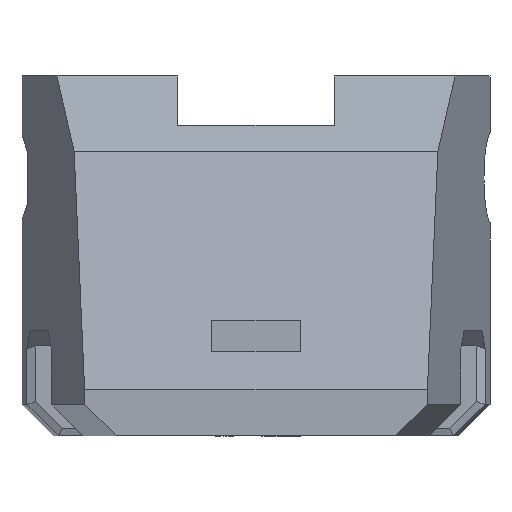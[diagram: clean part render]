
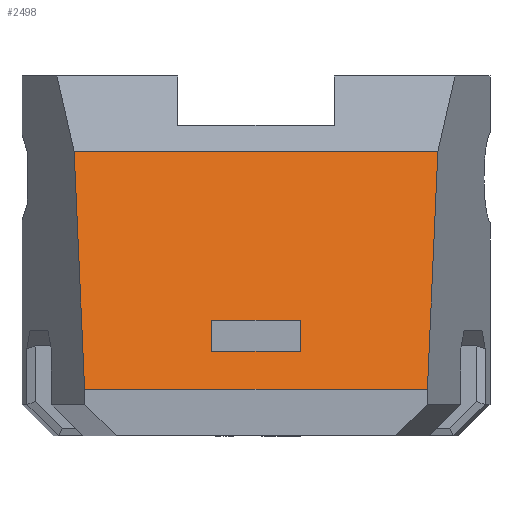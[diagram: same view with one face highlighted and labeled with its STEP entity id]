
A CAD part, front view. The second image highlights one B-rep face of the part: STEP entity #2498.
In plain terms, the highlighted planar face has unit normal (0, -0.97, 0.242).
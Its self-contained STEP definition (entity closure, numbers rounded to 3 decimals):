
#61=FACE_BOUND('',#354,.T.);
#213=FACE_OUTER_BOUND('',#353,.T.);
#353=EDGE_LOOP('',(#2221,#2222,#2223,#2224));
#354=EDGE_LOOP('',(#2225,#2226,#2227,#2228));
#372=LINE('',#3300,#680);
#414=LINE('',#3385,#722);
#444=LINE('',#3446,#752);
#611=LINE('',#3976,#919);
#618=LINE('',#3991,#926);
#631=LINE('',#4023,#939);
#633=LINE('',#4028,#941);
#664=LINE('',#4118,#972);
#680=VECTOR('',#2689,10.);
#722=VECTOR('',#2749,10.);
#752=VECTOR('',#2795,10.);
#919=VECTOR('',#3086,10.);
#926=VECTOR('',#3103,10.);
#939=VECTOR('',#3140,10.);
#941=VECTOR('',#3146,10.);
#972=VECTOR('',#3259,10.);
#987=VERTEX_POINT('',#3297);
#988=VERTEX_POINT('',#3299);
#1022=VERTEX_POINT('',#3383);
#1045=VERTEX_POINT('',#3445);
#1174=VERTEX_POINT('',#3973);
#1175=VERTEX_POINT('',#3975);
#1178=VERTEX_POINT('',#3990);
#1185=VERTEX_POINT('',#4022);
#1218=EDGE_CURVE('',#987,#988,#372,.T.);
#1260=EDGE_CURVE('',#1022,#987,#414,.T.);
#1291=EDGE_CURVE('',#988,#1045,#444,.T.);
#1483=EDGE_CURVE('',#1175,#1174,#611,.T.);
#1491=EDGE_CURVE('',#1175,#1178,#618,.T.);
#1507=EDGE_CURVE('',#1174,#1185,#631,.T.);
#1510=EDGE_CURVE('',#1185,#1178,#633,.T.);
#1554=EDGE_CURVE('',#1045,#1022,#664,.T.);
#2221=ORIENTED_EDGE('',*,*,#1218,.F.);
#2222=ORIENTED_EDGE('',*,*,#1260,.F.);
#2223=ORIENTED_EDGE('',*,*,#1554,.F.);
#2224=ORIENTED_EDGE('',*,*,#1291,.F.);
#2225=ORIENTED_EDGE('',*,*,#1510,.T.);
#2226=ORIENTED_EDGE('',*,*,#1491,.F.);
#2227=ORIENTED_EDGE('',*,*,#1483,.T.);
#2228=ORIENTED_EDGE('',*,*,#1507,.T.);
#2369=PLANE('',#2664);
#2498=ADVANCED_FACE('',(#213,#61),#2369,.F.);
#2664=AXIS2_PLACEMENT_3D('',#4117,#3257,#3258);
#2689=DIRECTION('',(1.,0.,0.));
#2749=DIRECTION('',(-0.043,0.242,0.969));
#2795=DIRECTION('',(-0.043,-0.242,-0.969));
#3086=DIRECTION('',(0.,-0.243,-0.97));
#3103=DIRECTION('',(-1.,0.,0.));
#3140=DIRECTION('',(-1.,0.,0.));
#3146=DIRECTION('',(0.,0.243,0.97));
#3257=DIRECTION('center_axis',(0.,0.97,-0.243));
#3258=DIRECTION('ref_axis',(0.,0.243,0.97));
#3259=DIRECTION('',(-1.,0.,0.));
#3297=CARTESIAN_POINT('',(-11.618,-19.713,18.149));
#3299=CARTESIAN_POINT('',(11.618,-19.713,18.149));
#3300=CARTESIAN_POINT('',(0.,-19.713,18.149));
#3383=CARTESIAN_POINT('',(-10.95,-23.5,3.));
#3385=CARTESIAN_POINT('',(-10.999,-23.223,4.11));
#3445=CARTESIAN_POINT('',(10.95,-23.5,3.));
#3446=CARTESIAN_POINT('',(10.878,-23.909,1.363));
#3973=CARTESIAN_POINT('',(2.825,-22.9,5.4));
#3975=CARTESIAN_POINT('',(2.825,-22.4,7.4));
#3976=CARTESIAN_POINT('',(2.825,-22.668,6.329));
#3990=CARTESIAN_POINT('',(-2.825,-22.4,7.4));
#3991=CARTESIAN_POINT('',(0.,-22.4,7.4));
#4022=CARTESIAN_POINT('',(-2.825,-22.9,5.4));
#4023=CARTESIAN_POINT('',(0.,-22.9,5.4));
#4028=CARTESIAN_POINT('',(-2.825,-22.912,5.353));
#4117=CARTESIAN_POINT('Origin',(0.,-23.5,3.));
#4118=CARTESIAN_POINT('',(-5.5,-23.5,3.));
